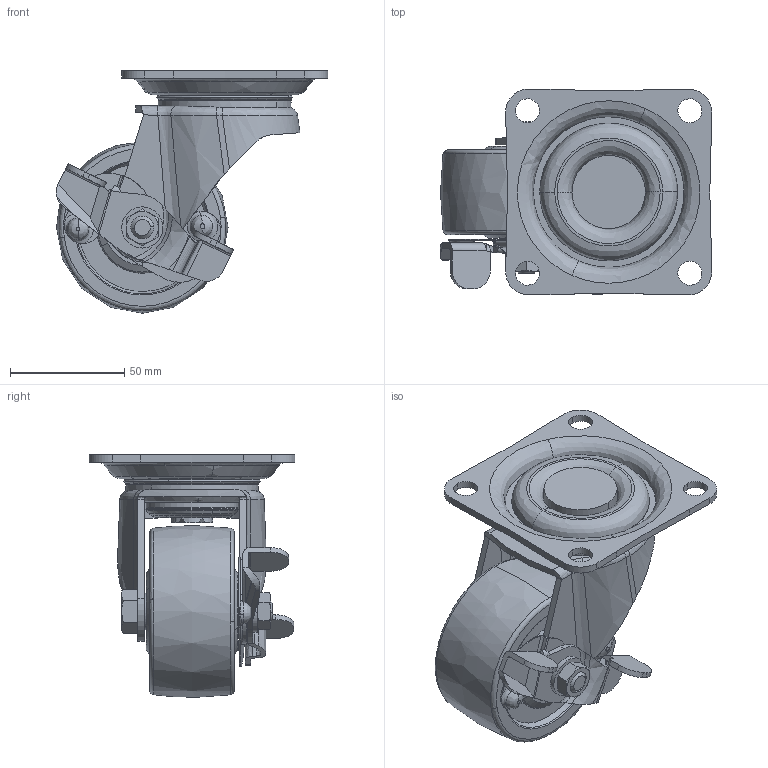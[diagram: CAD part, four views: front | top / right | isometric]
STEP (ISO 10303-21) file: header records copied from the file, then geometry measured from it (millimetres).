
FILE_DESCRIPTION((''),'2;1');
FILE_NAME('','2009-03-19T14:22:25',(''),(''),'','CADfix','');
FILE_SCHEMA(('AUTOMOTIVE_DESIGN { 1 0 10303 214 1 1 1 1 }'));
Length unit declared in the file: millimetre
Bounding box: 118.57 x 90 x 105.99 mm (x, y, z)
Volume: 264468.2 mm3; surface area: 77587 mm2
Topology: 7 solids, 7 shells, 426 faces, 1304 edges, 912 vertices
Faces by surface type: bspline 426
Entity records: 23469 total; most frequent: CARTESIAN_POINT 16474, ORIENTED_EDGE 2608, EDGE_CURVE 1304, VERTEX_POINT 912, EDGE_LOOP 468, FACE_OUTER_BOUND 426, ADVANCED_FACE 426, QUASI_UNIFORM_CURVE 357
